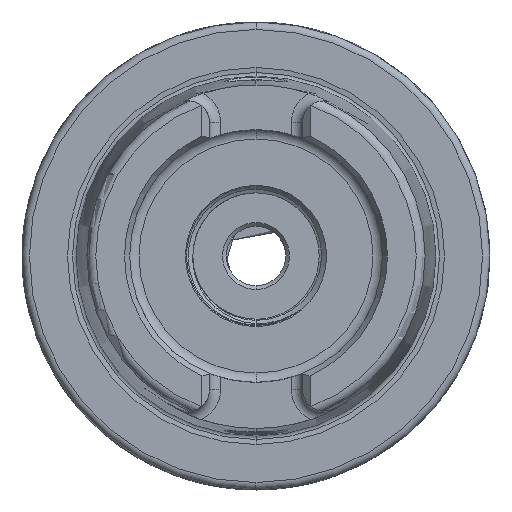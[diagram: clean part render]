
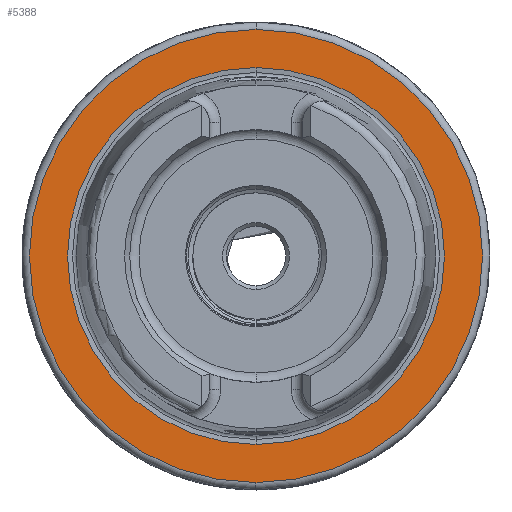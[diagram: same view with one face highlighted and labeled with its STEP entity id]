
A CAD part, left-side view. The second image highlights one B-rep face of the part: STEP entity #5388.
In plain terms, the highlighted planar face has unit normal (-1, 0, 0).
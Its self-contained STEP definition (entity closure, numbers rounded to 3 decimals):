
#54 = AXIS2_PLACEMENT_3D ( 'NONE', #9690, #9720, #9701 ) ;
#115 = AXIS2_PLACEMENT_3D ( 'NONE', #11331, #11327, #11362 ) ;
#178 = AXIS2_PLACEMENT_3D ( 'NONE', #8732, #8764, #8751 ) ;
#179 = AXIS2_PLACEMENT_3D ( 'NONE', #8772, #8776, #8773 ) ;
#981 = VERTEX_POINT ( 'NONE', #2873 ) ;
#2873 = CARTESIAN_POINT ( 'NONE',  ( 0., 0., -30.5 ) ) ;
#3008 = CARTESIAN_POINT ( 'NONE',  ( 0., 0., 25.369 ) ) ;
#3861 = VERTEX_POINT ( 'NONE', #3008 ) ;
#5388 = ADVANCED_FACE ( 'NONE', ( #20734, #20811 ), #16446, .T. ) ;
#7440 = VERTEX_POINT ( 'NONE', #10207 ) ;
#7448 = VERTEX_POINT ( 'NONE', #10167 ) ;
#8732 = CARTESIAN_POINT ( 'NONE',  ( 0., 0., 0. ) ) ;
#8751 = DIRECTION ( 'NONE',  ( 0., 0., -1. ) ) ;
#8764 = DIRECTION ( 'NONE',  ( 1., 0., 0. ) ) ;
#8772 = CARTESIAN_POINT ( 'NONE',  ( 0., 0., 0. ) ) ;
#8773 = DIRECTION ( 'NONE',  ( 0., 0., 1. ) ) ;
#8776 = DIRECTION ( 'NONE',  ( -1., 0., 0. ) ) ;
#9690 = CARTESIAN_POINT ( 'NONE',  ( 0., 0., 0. ) ) ;
#9701 = DIRECTION ( 'NONE',  ( 0., 0., 1. ) ) ;
#9720 = DIRECTION ( 'NONE',  ( -1., 0., 0. ) ) ;
#10167 = CARTESIAN_POINT ( 'NONE',  ( 0., 0., 30.5 ) ) ;
#10207 = CARTESIAN_POINT ( 'NONE',  ( 0., 0., -25.369 ) ) ;
#10780 = EDGE_LOOP ( 'NONE', ( #12763, #12857 ) ) ;
#10789 = EDGE_LOOP ( 'NONE', ( #12813, #12859 ) ) ;
#11327 = DIRECTION ( 'NONE',  ( 1., 0., 0. ) ) ;
#11331 = CARTESIAN_POINT ( 'NONE',  ( 0., 0., 0. ) ) ;
#11362 = DIRECTION ( 'NONE',  ( 0., 0., -1. ) ) ;
#12763 = ORIENTED_EDGE ( 'NONE', *, *, #18920, .T. ) ;
#12813 = ORIENTED_EDGE ( 'NONE', *, *, #18908, .T. ) ;
#12857 = ORIENTED_EDGE ( 'NONE', *, *, #18590, .T. ) ;
#12859 = ORIENTED_EDGE ( 'NONE', *, *, #18684, .T. ) ;
#16439 = CARTESIAN_POINT ( 'NONE',  ( 0., 25.369, 0. ) ) ;
#16446 = PLANE ( 'NONE',  #19284 ) ;
#16461 = DIRECTION ( 'NONE',  ( 0., 0., 1. ) ) ;
#16492 = DIRECTION ( 'NONE',  ( -1., 0., 0. ) ) ;
#18590 = EDGE_CURVE ( 'NONE', #981, #7448, #19602, .T. ) ;
#18684 = EDGE_CURVE ( 'NONE', #7440, #3861, #19700, .T. ) ;
#18908 = EDGE_CURVE ( 'NONE', #3861, #7440, #20001, .T. ) ;
#18920 = EDGE_CURVE ( 'NONE', #7448, #981, #20020, .T. ) ;
#19284 = AXIS2_PLACEMENT_3D ( 'NONE', #16439, #16492, #16461 ) ;
#19602 = CIRCLE ( 'NONE', #54, 30.5 ) ;
#19700 = CIRCLE ( 'NONE', #115, 25.369 ) ;
#20001 = CIRCLE ( 'NONE', #178, 25.369 ) ;
#20020 = CIRCLE ( 'NONE', #179, 30.5 ) ;
#20734 = FACE_OUTER_BOUND ( 'NONE', #10780, .T. ) ;
#20811 = FACE_BOUND ( 'NONE', #10789, .T. ) ;
